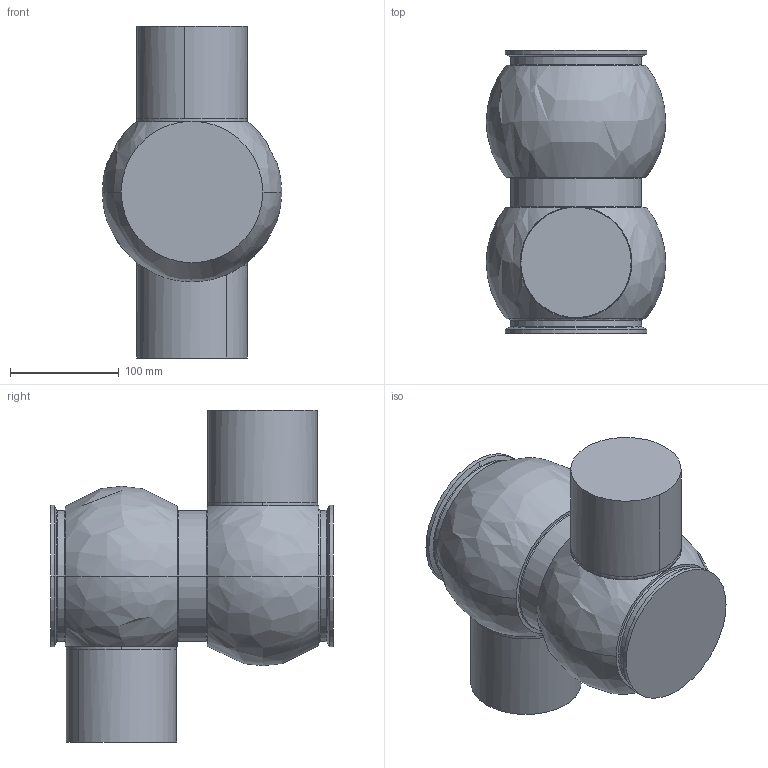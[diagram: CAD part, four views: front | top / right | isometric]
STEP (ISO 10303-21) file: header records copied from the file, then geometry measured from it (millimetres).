
FILE_DESCRIPTION (( 'STEP AP214' ), '1' );
FILE_NAME ('131021.STEP', '2018-05-10T19:14:02', ( '' ), ( '' ), 'SwSTEP 2.0', 'SolidWorks 2014', '' );
FILE_SCHEMA (( 'AUTOMOTIVE_DESIGN' ));
Length unit declared in the file: inch
Products named in the file (1): 131021
Bounding box: 165.1 x 260.35 x 305.56 mm (x, y, z)
Volume: 5753649.4 mm3; surface area: 217044.5 mm2
Topology: 1 solids, 1 shells, 48 faces, 115 edges, 68 vertices
Faces by surface type: cylinder 18, bspline 16, plane 10, cone 4
Entity records: 3538 total; most frequent: CARTESIAN_POINT 2471, DIRECTION 217, ORIENTED_EDGE 214, EDGE_CURVE 107, AXIS2_PLACEMENT_3D 97, VERTEX_POINT 68, CIRCLE 64, EDGE_LOOP 55
